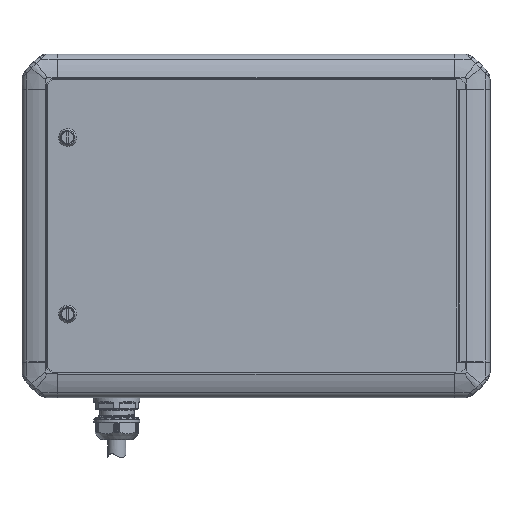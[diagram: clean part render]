
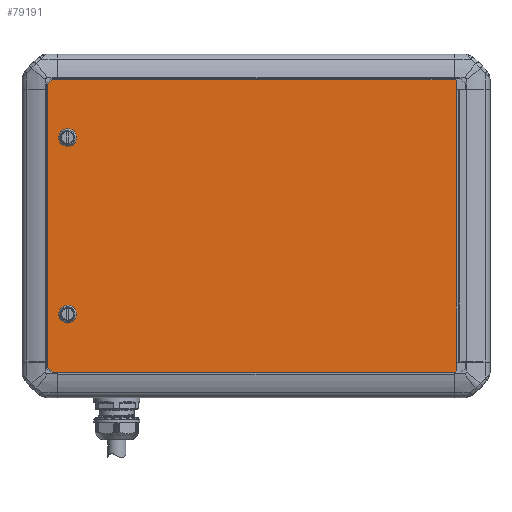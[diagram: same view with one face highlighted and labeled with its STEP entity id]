
A CAD part, top view. The second image highlights one B-rep face of the part: STEP entity #79191.
In plain terms, the highlighted planar face has unit normal (0, 0, 1).
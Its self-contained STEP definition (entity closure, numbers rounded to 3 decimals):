
#518 = EDGE_CURVE ( 'NONE', #37616, #9164, #4677, .T. ) ;
#919 = ORIENTED_EDGE ( 'NONE', *, *, #518, .T. ) ;
#1026 = ORIENTED_EDGE ( 'NONE', *, *, #86910, .F. ) ;
#2703 = CARTESIAN_POINT ( 'NONE',  ( -294., -2., 2. ) ) ;
#2754 = AXIS2_PLACEMENT_3D ( 'NONE', #16669, #56301, #15038 ) ;
#2759 = LINE ( 'NONE', #92895, #84099 ) ;
#3536 = VECTOR ( 'NONE', #44331, 1000. ) ;
#4677 = LINE ( 'NONE', #37775, #3536 ) ;
#8229 = ORIENTED_EDGE ( 'NONE', *, *, #43157, .T. ) ;
#8441 = DIRECTION ( 'NONE',  ( 0., 0., 1. ) ) ;
#9164 = VERTEX_POINT ( 'NONE', #68428 ) ;
#10390 = CARTESIAN_POINT ( 'NONE',  ( -168.5, 123.5, 2. ) ) ;
#10458 = DIRECTION ( 'NONE',  ( 0., 0., 1. ) ) ;
#10505 = CARTESIAN_POINT ( 'NONE',  ( -155.5, -74.5, 2. ) ) ;
#11577 = DIRECTION ( 'NONE',  ( 0., 1., 0. ) ) ;
#12191 = AXIS2_PLACEMENT_3D ( 'NONE', #77807, #27344, #76745 ) ;
#13161 = EDGE_CURVE ( 'NONE', #56335, #24151, #29992, .T. ) ;
#13270 = ORIENTED_EDGE ( 'NONE', *, *, #23225, .T. ) ;
#13538 = ORIENTED_EDGE ( 'NONE', *, *, #92427, .F. ) ;
#14031 = ORIENTED_EDGE ( 'NONE', *, *, #96670, .F. ) ;
#14948 = PLANE ( 'NONE',  #64061 ) ;
#15038 = DIRECTION ( 'NONE',  ( 0., 1., 0. ) ) ;
#15389 = LINE ( 'NONE', #81620, #20649 ) ;
#16281 = CARTESIAN_POINT ( 'NONE',  ( 172.5, 122.5, 2. ) ) ;
#16669 = CARTESIAN_POINT ( 'NONE',  ( -155.5, -74.5, 2. ) ) ;
#17717 = EDGE_CURVE ( 'NONE', #98359, #56335, #15389, .T. ) ;
#19177 = EDGE_LOOP ( 'NONE', ( #14031, #44265 ) ) ;
#19586 = EDGE_CURVE ( 'NONE', #91404, #78300, #42355, .T. ) ;
#20649 = VECTOR ( 'NONE', #32217, 1000. ) ;
#23225 = EDGE_CURVE ( 'NONE', #41954, #91404, #59136, .T. ) ;
#24151 = VERTEX_POINT ( 'NONE', #16281 ) ;
#26201 = CARTESIAN_POINT ( 'NONE',  ( -155.5, 82., 2. ) ) ;
#27080 = VECTOR ( 'NONE', #11577, 1000. ) ;
#27344 = DIRECTION ( 'NONE',  ( 0., 0., 1. ) ) ;
#27815 = DIRECTION ( 'NONE',  ( 0., 1., 0. ) ) ;
#27917 = VERTEX_POINT ( 'NONE', #31451 ) ;
#28082 = VECTOR ( 'NONE', #68978, 1000. ) ;
#29992 = LINE ( 'NONE', #96225, #27080 ) ;
#31451 = CARTESIAN_POINT ( 'NONE',  ( -155.5, -82., 2. ) ) ;
#32217 = DIRECTION ( 'NONE',  ( 0.707, 0.707, 0. ) ) ;
#33072 = CARTESIAN_POINT ( 'NONE',  ( -155.5, -67., 2. ) ) ;
#33281 = DIRECTION ( 'NONE',  ( 0., -1., 0. ) ) ;
#33611 = VECTOR ( 'NONE', #33281, 1000. ) ;
#33908 = CIRCLE ( 'NONE', #2754, 7.5 ) ;
#36872 = DIRECTION ( 'NONE',  ( -0.707, -0.707, 0. ) ) ;
#37616 = VERTEX_POINT ( 'NONE', #91237 ) ;
#37775 = CARTESIAN_POINT ( 'NONE',  ( -170.5, -121.5, 2. ) ) ;
#41404 = CARTESIAN_POINT ( 'NONE',  ( -172.5, 123.5, 2. ) ) ;
#41954 = VERTEX_POINT ( 'NONE', #79781 ) ;
#42061 = CARTESIAN_POINT ( 'NONE',  ( 171.5, -123.5, 2. ) ) ;
#42355 = LINE ( 'NONE', #2703, #105452 ) ;
#42880 = CIRCLE ( 'NONE', #93174, 7.5 ) ;
#43157 = EDGE_CURVE ( 'NONE', #24151, #41954, #68443, .T. ) ;
#43600 = DIRECTION ( 'NONE',  ( 0., 1., 0. ) ) ;
#44265 = ORIENTED_EDGE ( 'NONE', *, *, #87900, .F. ) ;
#44331 = DIRECTION ( 'NONE',  ( 0.707, -0.707, 0. ) ) ;
#50081 = ORIENTED_EDGE ( 'NONE', *, *, #103327, .T. ) ;
#50233 = FACE_BOUND ( 'NONE', #19177, .T. ) ;
#50269 = VERTEX_POINT ( 'NONE', #33072 ) ;
#53115 = CARTESIAN_POINT ( 'NONE',  ( -172.5, 123.5, 2. ) ) ;
#53220 = ORIENTED_EDGE ( 'NONE', *, *, #19586, .T. ) ;
#56301 = DIRECTION ( 'NONE',  ( 0., 0., 1. ) ) ;
#56335 = VERTEX_POINT ( 'NONE', #65420 ) ;
#58777 = LINE ( 'NONE', #41404, #33611 ) ;
#59136 = LINE ( 'NONE', #53115, #71206 ) ;
#59245 = DIRECTION ( 'NONE',  ( 1., 0., 0. ) ) ;
#60663 = ORIENTED_EDGE ( 'NONE', *, *, #65857, .T. ) ;
#61481 = DIRECTION ( 'NONE',  ( 0., 0., 1. ) ) ;
#64061 = AXIS2_PLACEMENT_3D ( 'NONE', #82793, #8441, #64897 ) ;
#64164 = CIRCLE ( 'NONE', #12191, 7.5 ) ;
#64897 = DIRECTION ( 'NONE',  ( 1., 0., 0. ) ) ;
#65420 = CARTESIAN_POINT ( 'NONE',  ( 172.5, -122.5, 2. ) ) ;
#65857 = EDGE_CURVE ( 'NONE', #9164, #98359, #2759, .T. ) ;
#68428 = CARTESIAN_POINT ( 'NONE',  ( -168.5, -123.5, 2. ) ) ;
#68443 = LINE ( 'NONE', #76066, #28082 ) ;
#68552 = VERTEX_POINT ( 'NONE', #103299 ) ;
#68978 = DIRECTION ( 'NONE',  ( -0.707, 0.707, 0. ) ) ;
#71206 = VECTOR ( 'NONE', #92256, 1000. ) ;
#71885 = EDGE_LOOP ( 'NONE', ( #50081, #919, #60663, #81195, #85710, #8229, #13270, #53220 ) ) ;
#76066 = CARTESIAN_POINT ( 'NONE',  ( 123., 172., 2. ) ) ;
#76745 = DIRECTION ( 'NONE',  ( 0., 1., 0. ) ) ;
#77275 = CARTESIAN_POINT ( 'NONE',  ( -172.5, 119.5, 2. ) ) ;
#77807 = CARTESIAN_POINT ( 'NONE',  ( -155.5, 74.5, 2. ) ) ;
#78300 = VERTEX_POINT ( 'NONE', #77275 ) ;
#79191 = ADVANCED_FACE ( 'NONE', ( #91484, #81729, #50233 ), #14948, .T. ) ;
#79781 = CARTESIAN_POINT ( 'NONE',  ( 171.5, 123.5, 2. ) ) ;
#81195 = ORIENTED_EDGE ( 'NONE', *, *, #17717, .T. ) ;
#81620 = CARTESIAN_POINT ( 'NONE',  ( -0.5, -295.5, 2. ) ) ;
#81729 = FACE_BOUND ( 'NONE', #101118, .T. ) ;
#82793 = CARTESIAN_POINT ( 'NONE',  ( -172.5, -123.5, 2. ) ) ;
#84099 = VECTOR ( 'NONE', #59245, 1000. ) ;
#85710 = ORIENTED_EDGE ( 'NONE', *, *, #13161, .T. ) ;
#86107 = CIRCLE ( 'NONE', #100004, 7.5 ) ;
#86910 = EDGE_CURVE ( 'NONE', #27917, #50269, #33908, .T. ) ;
#87900 = EDGE_CURVE ( 'NONE', #68552, #103274, #86107, .T. ) ;
#91237 = CARTESIAN_POINT ( 'NONE',  ( -172.5, -119.5, 2. ) ) ;
#91404 = VERTEX_POINT ( 'NONE', #10390 ) ;
#91484 = FACE_OUTER_BOUND ( 'NONE', #71885, .T. ) ;
#92256 = DIRECTION ( 'NONE',  ( -1., 0., 0. ) ) ;
#92427 = EDGE_CURVE ( 'NONE', #50269, #27917, #42880, .T. ) ;
#92895 = CARTESIAN_POINT ( 'NONE',  ( -172.5, -123.5, 2. ) ) ;
#93174 = AXIS2_PLACEMENT_3D ( 'NONE', #10505, #61481, #43600 ) ;
#96225 = CARTESIAN_POINT ( 'NONE',  ( 172.5, 123.5, 2. ) ) ;
#96670 = EDGE_CURVE ( 'NONE', #103274, #68552, #64164, .T. ) ;
#98359 = VERTEX_POINT ( 'NONE', #42061 ) ;
#100004 = AXIS2_PLACEMENT_3D ( 'NONE', #101098, #10458, #27815 ) ;
#101098 = CARTESIAN_POINT ( 'NONE',  ( -155.5, 74.5, 2. ) ) ;
#101118 = EDGE_LOOP ( 'NONE', ( #13538, #1026 ) ) ;
#103274 = VERTEX_POINT ( 'NONE', #26201 ) ;
#103299 = CARTESIAN_POINT ( 'NONE',  ( -155.5, 67., 2. ) ) ;
#103327 = EDGE_CURVE ( 'NONE', #78300, #37616, #58777, .T. ) ;
#105452 = VECTOR ( 'NONE', #36872, 1000. ) ;
